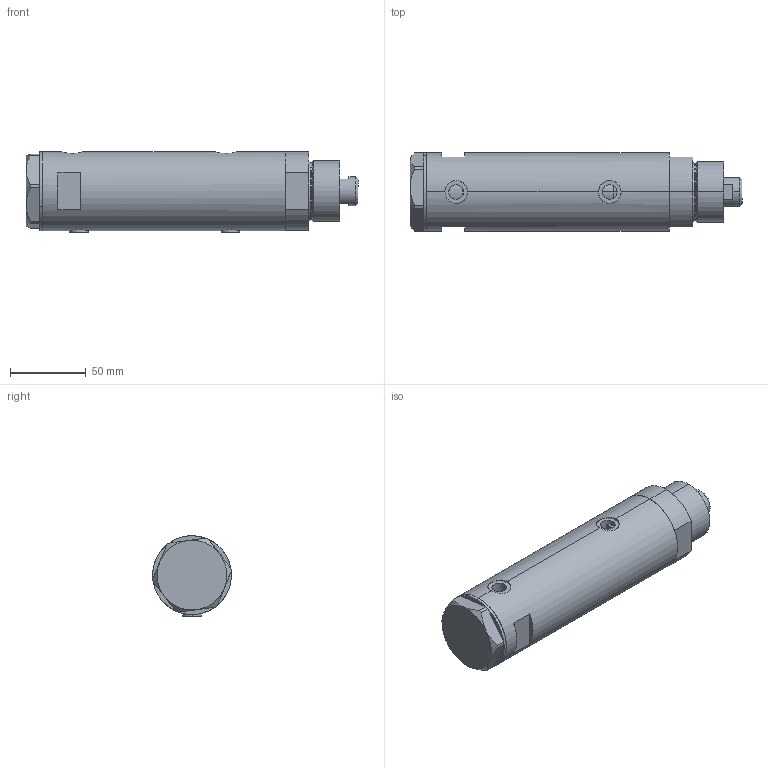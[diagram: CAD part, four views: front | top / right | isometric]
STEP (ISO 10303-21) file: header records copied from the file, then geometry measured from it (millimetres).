
FILE_DESCRIPTION (( 'STEP AP203' ), '1' );
FILE_NAME ('e369.STEP', '2022-04-15T03:13:33', ( '' ), ( '' ), 'SwSTEP 2.0', 'SolidWorks 2019', '' );
FILE_SCHEMA (( 'CONFIG_CONTROL_DESIGN' ));
Length unit declared in the file: millimetre
Products named in the file (5): V270CG_VC dd8d9be3383f0bc69bf49746c5afd69a; e369; V270CG_MIDDLE dd8d9be3383f0bc69bf49746c5afd69a; V270CG_BACK dd8d9be3383f0bc69bf49746c5afd69a; V270CG_FRONT dd8d9be3383f0bc69bf49746c5afd69a
Assembly tree (4 placements, depth 2):
  e369
    V270CG_MIDDLE dd8d9be3383f0bc69bf49746c5afd69a
    V270CG_BACK dd8d9be3383f0bc69bf49746c5afd69a
    V270CG_FRONT dd8d9be3383f0bc69bf49746c5afd69a
    V270CG_VC dd8d9be3383f0bc69bf49746c5afd69a
Bounding box: 219.02 x 52 x 53.1 mm (x, y, z)
Volume: 388689.9 mm3; surface area: 87520.4 mm2
Topology: 4 solids, 4 shells, 140 faces, 327 edges, 199 vertices
Faces by surface type: plane 67, cylinder 53, cone 16, torus 4
Entity records: 5178 total; most frequent: CARTESIAN_POINT 1435, DIRECTION 709, ORIENTED_EDGE 650, EDGE_CURVE 325, AXIS2_PLACEMENT_3D 285, VERTEX_POINT 199, EDGE_LOOP 158, FACE_OUTER_BOUND 140
